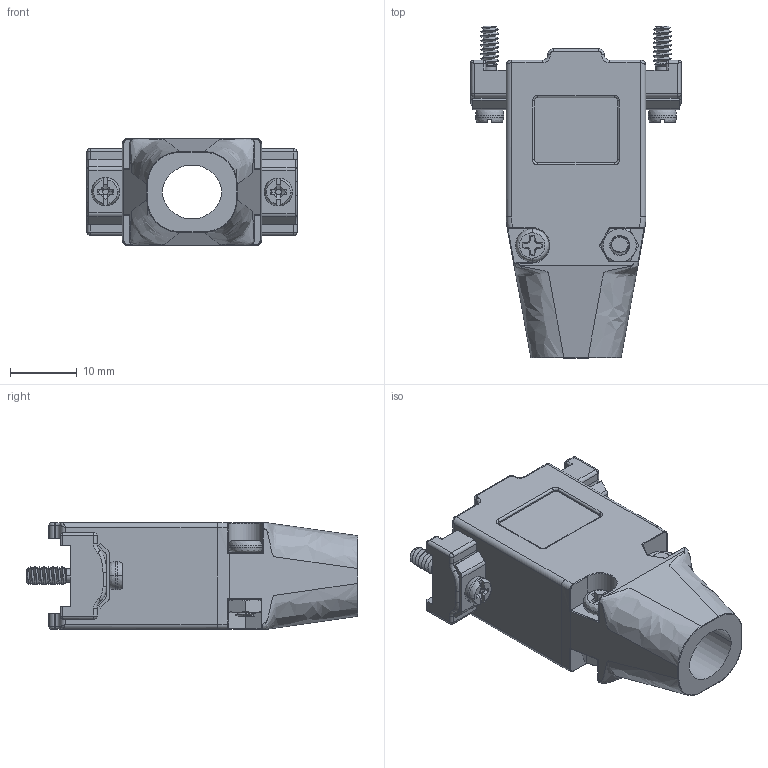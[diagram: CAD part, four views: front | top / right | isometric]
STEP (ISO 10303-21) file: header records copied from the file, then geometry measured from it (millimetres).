
FILE_DESCRIPTION (( 'STEP AP214' ), '1' );
FILE_NAME ('FDB0901-C200B-REF .STEP', '2025-04-01T03:04:08', ( '' ), ( '' ), 'SwSTEP 2.0', 'SolidWorks 2021', '' );
FILE_SCHEMA (( 'AUTOMOTIVE_DESIGN' ));
Length unit declared in the file: millimetre
Products named in the file (1): FDB0901-C200B-REF 
Bounding box: 31.5 x 49.74 x 16 mm (x, y, z)
Volume: 7848.8 mm3; surface area: 6945.6 mm2
Topology: 1 solids, 1 shells, 626 faces, 1751 edges, 1121 vertices
Faces by surface type: cylinder 269, plane 196, cone 67, bspline 56, torus 34, sphere 4
Entity records: 35702 total; most frequent: CARTESIAN_POINT 14051, ORIENTED_EDGE 3478, DIRECTION 2706, EDGE_CURVE 1739, VERTEX_POINT 1121, AXIS2_PLACEMENT_3D 985, LINE 736, VECTOR 736
